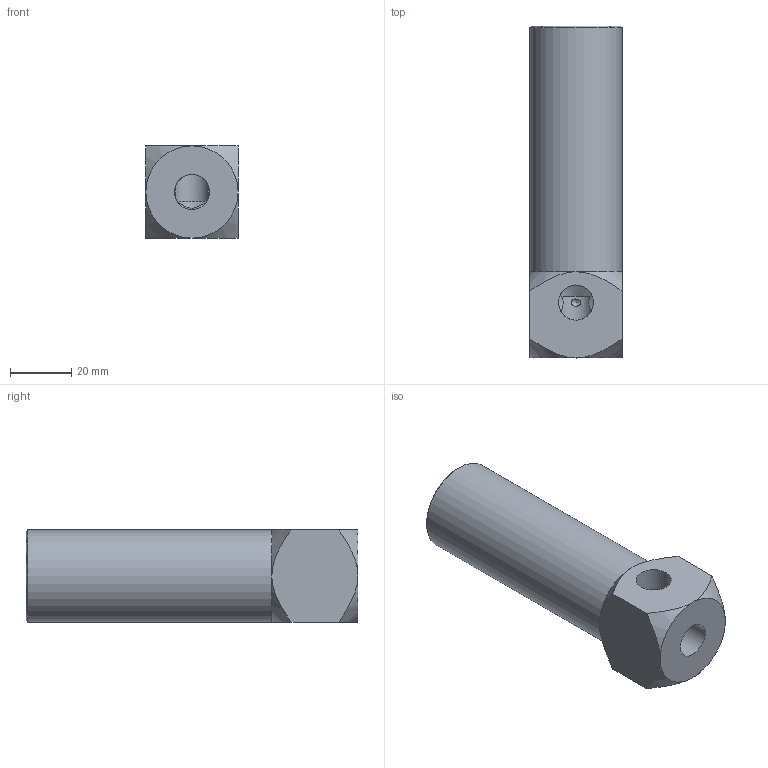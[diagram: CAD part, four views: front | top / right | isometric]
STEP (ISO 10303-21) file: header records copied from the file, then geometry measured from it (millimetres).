
FILE_DESCRIPTION( ( 'STEP AP214' ), '1' );
FILE_NAME( 'CA.GSE.30141480.stp', '2014-07-09T12:41:20', ( ' ' ), ( ' ' ), 'XStep 1.0', ' ', ' ' );
FILE_SCHEMA( ( 'CONFIG_CONTROL_DESIGN) ( )' ) );
Length unit declared in the file: metre
Products named in the file (2): Assem1; GSE.30141480
Bounding box: 30 x 108 x 30 mm (x, y, z)
Surface area: 34989.5 mm2
Topology: 2 solids, 2 shells, 54 faces, 132 edges, 80 vertices
Faces by surface type: cone 24, plane 18, cylinder 12
Full cylindrical faces by diameter (mm): 11.445 x4, 24 x2, 30 x2
Entity records: 1195 total; most frequent: CARTESIAN_POINT 401, DIRECTION 114, ORIENTED_EDGE 102, AXIS2_PLACEMENT_3D 54, EDGE_CURVE 51, EDGE_LOOP 36, VERTEX_POINT 35, FACE_OUTER_BOUND 31
